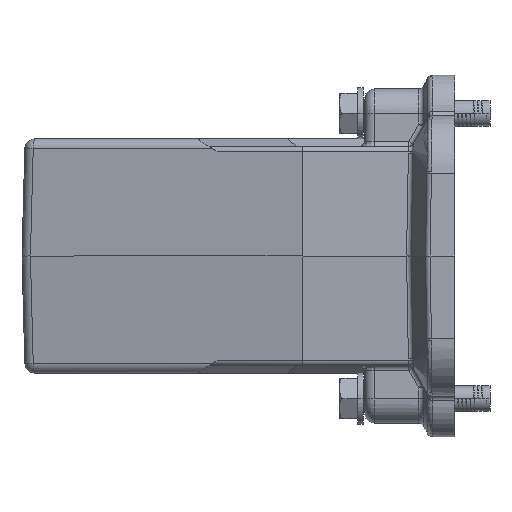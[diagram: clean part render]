
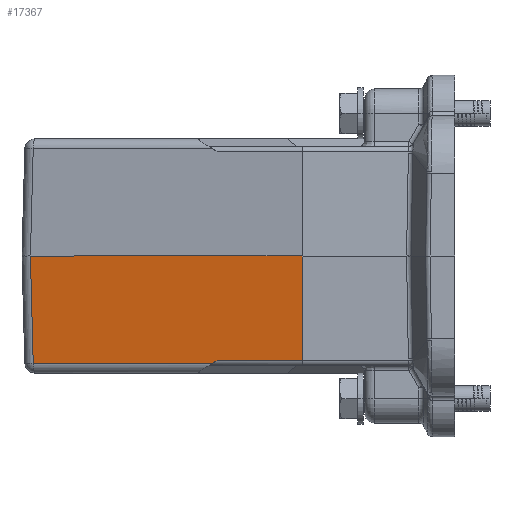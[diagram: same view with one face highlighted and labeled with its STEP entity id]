
A CAD part, left-side view. The second image highlights one B-rep face of the part: STEP entity #17367.
In plain terms, the highlighted planar face has unit normal (-0.985, 0.174, -0.026).
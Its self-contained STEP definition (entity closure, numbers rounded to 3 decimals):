
#645=CARTESIAN_POINT('',(-59.463,18.753,-20.526));
#667=CARTESIAN_POINT('',(-56.51,35.497,-20.526));
#669=DIRECTION('',(-0.174,-0.985,0.));
#670=VECTOR('',#669,17.003);
#671=CARTESIAN_POINT('',(-56.51,35.497,-20.526));
#672=LINE('',#671,#670);
#680=CARTESIAN_POINT('',(-56.336,36.404,-21.052));
#682=DIRECTION('',(-0.174,-0.985,0.));
#683=VECTOR('',#682,35.736);
#684=CARTESIAN_POINT('',(-50.131,71.597,-21.052));
#685=LINE('',#684,#683);
#1126=DIRECTION('',(0.164,0.853,-0.495));
#1127=VECTOR('',#1126,1.063);
#1128=CARTESIAN_POINT('',(-56.51,35.497,
-20.526));
#1129=LINE('',#1128,#1127);
#1130=DIRECTION('',(-0.022,0.026,0.999));
#1131=VECTOR('',#1130,21.065);
#1132=CARTESIAN_POINT('',(-50.131,71.597,
-21.052));
#1133=LINE('',#1132,#1131);
#1134=DIRECTION('',(-0.174,-0.985,0.));
#1135=VECTOR('',#1134,54.171);
#1136=CARTESIAN_POINT('',(-50.593,72.148,
0.));
#1137=LINE('',#1136,#1135);
#1138=DIRECTION('',(0.026,-0.002,-1.));
#1139=VECTOR('',#1138,20.533);
#1140=CARTESIAN_POINT('',(-60.,18.8,0.));
#1141=LINE('',#1140,#1139);
#13248=VERTEX_POINT('',#645);
#13249=VERTEX_POINT('',#667);
#13251=VERTEX_POINT('',#680);
#13256=CARTESIAN_POINT('',(-50.131,71.597,
-21.052));
#13257=VERTEX_POINT('',#13256);
#13337=CARTESIAN_POINT('',(-60.,18.8,0.));
#13338=VERTEX_POINT('',#13337);
#13339=CARTESIAN_POINT('',(-50.593,72.148,
0.));
#13340=VERTEX_POINT('',#13339);
#17352=CARTESIAN_POINT('',(-55.025,45.426,
-10.526));
#17353=DIRECTION('',(0.984,-0.174,0.026));
#17354=DIRECTION('',(-0.174,-0.985,0.));
#17355=AXIS2_PLACEMENT_3D('',#17352,#17353,#17354);
#17356=PLANE('',#17355);
#17357=ORIENTED_EDGE('',*,*,#16630,.F.);
#17358=ORIENTED_EDGE('',*,*,#16642,.T.);
#17359=ORIENTED_EDGE('',*,*,#16663,.F.);
#17361=ORIENTED_EDGE('',*,*,#17360,.T.);
#17363=ORIENTED_EDGE('',*,*,#17362,.T.);
#17364=ORIENTED_EDGE('',*,*,#17345,.T.);
#17365=EDGE_LOOP('',(#17357,#17358,#17359,#17361,#17363,#17364));
#17366=FACE_OUTER_BOUND('',#17365,.F.);
#17367=ADVANCED_FACE('',(#17366),#17356,.F.);
#16630=EDGE_CURVE('',#13249,#13248,#672,.T.);
#16642=EDGE_CURVE('',#13249,#13251,#1129,.T.);
#16663=EDGE_CURVE('',#13257,#13251,#685,.T.);
#17345=EDGE_CURVE('',#13338,#13248,#1141,.T.);
#17360=EDGE_CURVE('',#13257,#13340,#1133,.T.);
#17362=EDGE_CURVE('',#13340,#13338,#1137,.T.);
